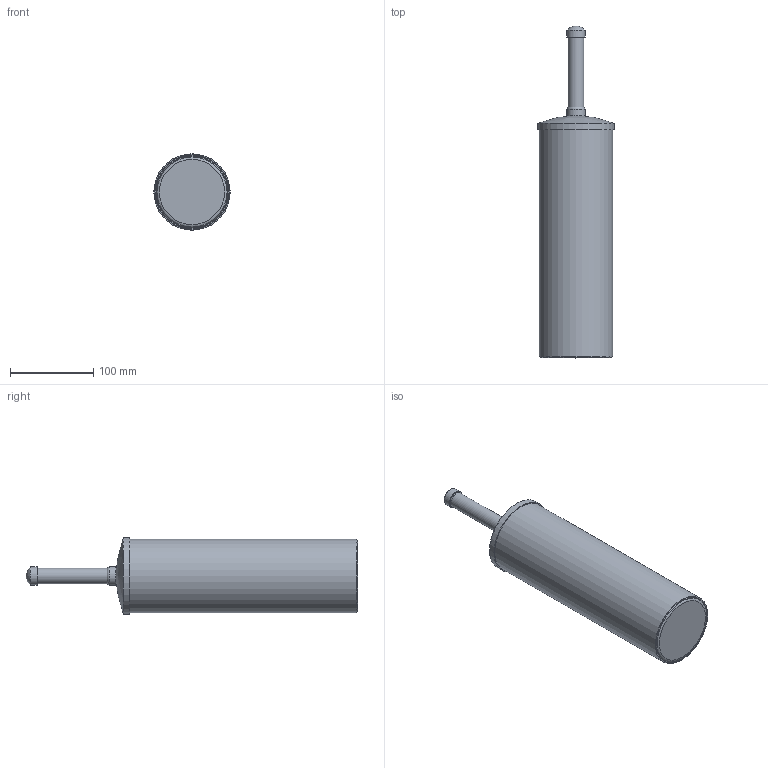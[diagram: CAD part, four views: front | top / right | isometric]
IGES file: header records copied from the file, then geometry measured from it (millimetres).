
Global section: file name: No Iges File Name specified; native system: Autodesk Inventor 2012; preprocessor: AutoDesk Inventor Iges Exporter R2012; author: sbajwa; date: 20130725.084222; units: millimetre
Bounding box: 91.9 x 399.8 x 91.9 mm (x, y, z)
Volume: 196856.9 mm3; surface area: 344918.3 mm2
Topology: 6 solids, 6 shells, 37 faces, 55 edges, 35 vertices
Faces by surface type: plane 13, revolution 11, cylinder 8, sphere 2, torus 2, cone 1
Full cylindrical faces by diameter (mm): 17.4 x2, 19.05 x1, 21.775 x1, 21.8 x1, 86.5 x1, 89 x1, 91.9 x1
